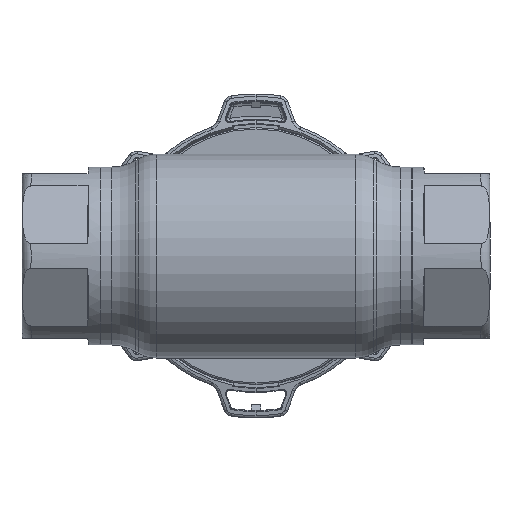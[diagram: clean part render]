
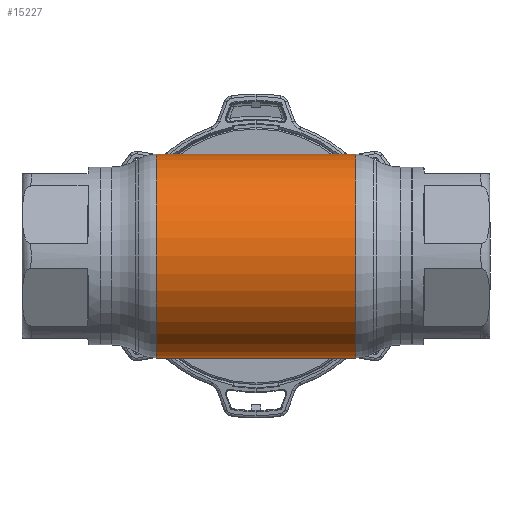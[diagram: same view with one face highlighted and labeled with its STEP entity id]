
A CAD part, front view. The second image highlights one B-rep face of the part: STEP entity #15227.
In plain terms, the highlighted cylindrical face has radius 34 mm (diameter 68 mm), a partial arc.
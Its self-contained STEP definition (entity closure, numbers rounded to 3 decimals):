
#680 = VECTOR ( 'NONE', #14765, 1000. ) ;
#786 = AXIS2_PLACEMENT_3D ( 'NONE', #26389, #8495, #16733 ) ;
#2668 = DIRECTION ( 'NONE',  ( -1., 0., 0. ) ) ;
#4534 = CIRCLE ( 'NONE', #23350, 34. ) ;
#5103 = CARTESIAN_POINT ( 'NONE',  ( 33.177, 0., 34. ) ) ;
#7107 = VERTEX_POINT ( 'NONE', #18347 ) ;
#7899 = EDGE_CURVE ( 'NONE', #22971, #26842, #19983, .T. ) ;
#8000 = EDGE_CURVE ( 'NONE', #22971, #10384, #18514, .T. ) ;
#8233 = ORIENTED_EDGE ( 'NONE', *, *, #8000, .T. ) ;
#8495 = DIRECTION ( 'NONE',  ( -1., 0., 0. ) ) ;
#10384 = VERTEX_POINT ( 'NONE', #5103 ) ;
#10562 = FACE_OUTER_BOUND ( 'NONE', #33130, .T. ) ;
#10951 = DIRECTION ( 'NONE',  ( -1., 0., 0. ) ) ;
#11438 = ORIENTED_EDGE ( 'NONE', *, *, #15087, .F. ) ;
#11520 = VECTOR ( 'NONE', #30289, 1000. ) ;
#12594 = ORIENTED_EDGE ( 'NONE', *, *, #22360, .T. ) ;
#14765 = DIRECTION ( 'NONE',  ( -1., 0., 0. ) ) ;
#15087 = EDGE_CURVE ( 'NONE', #26842, #7107, #4534, .T. ) ;
#15227 = ADVANCED_FACE ( 'NONE', ( #10562 ), #17801, .T. ) ;
#16733 = DIRECTION ( 'NONE',  ( 0., 0., 1. ) ) ;
#17801 = CYLINDRICAL_SURFACE ( 'NONE', #30430, 34. ) ;
#18347 = CARTESIAN_POINT ( 'NONE',  ( -33.177, 0., 34. ) ) ;
#18514 = CIRCLE ( 'NONE', #786, 34. ) ;
#19983 = LINE ( 'NONE', #24726, #11520 ) ;
#20742 = CARTESIAN_POINT ( 'NONE',  ( -33.177, 0., 0. ) ) ;
#22360 = EDGE_CURVE ( 'NONE', #10384, #7107, #28276, .T. ) ;
#22971 = VERTEX_POINT ( 'NONE', #32240 ) ;
#23350 = AXIS2_PLACEMENT_3D ( 'NONE', #20742, #10951, #31089 ) ;
#24726 = CARTESIAN_POINT ( 'NONE',  ( -62.69, 0., -34. ) ) ;
#25261 = DIRECTION ( 'NONE',  ( 0., 0., 1. ) ) ;
#25585 = CARTESIAN_POINT ( 'NONE',  ( -62.69, 0., 0. ) ) ;
#26389 = CARTESIAN_POINT ( 'NONE',  ( 33.177, 0., 0. ) ) ;
#26842 = VERTEX_POINT ( 'NONE', #27716 ) ;
#27716 = CARTESIAN_POINT ( 'NONE',  ( -33.177, 0., -34. ) ) ;
#28276 = LINE ( 'NONE', #31006, #680 ) ;
#30289 = DIRECTION ( 'NONE',  ( -1., 0., 0. ) ) ;
#30430 = AXIS2_PLACEMENT_3D ( 'NONE', #25585, #2668, #25261 ) ;
#30775 = ORIENTED_EDGE ( 'NONE', *, *, #7899, .F. ) ;
#31006 = CARTESIAN_POINT ( 'NONE',  ( -62.69, 0., 34. ) ) ;
#31089 = DIRECTION ( 'NONE',  ( 0., 0., 1. ) ) ;
#32240 = CARTESIAN_POINT ( 'NONE',  ( 33.177, 0., -34. ) ) ;
#33130 = EDGE_LOOP ( 'NONE', ( #30775, #8233, #12594, #11438 ) ) ;
